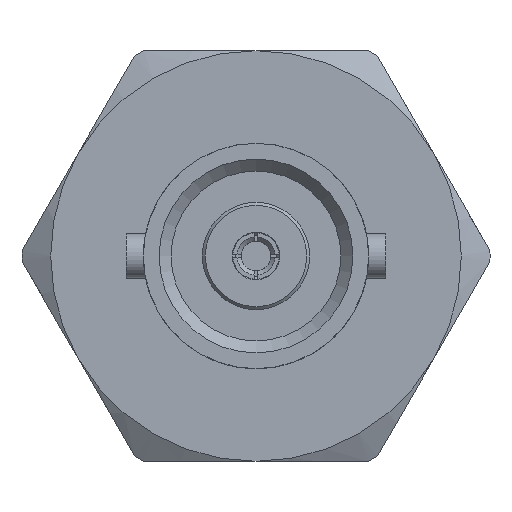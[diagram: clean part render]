
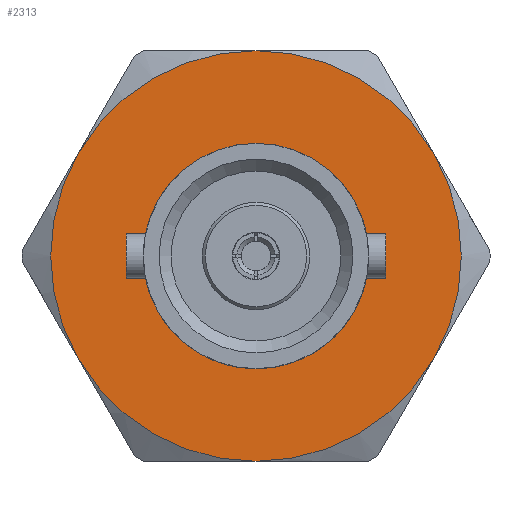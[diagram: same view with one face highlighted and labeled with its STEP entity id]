
A CAD part, left-side view. The second image highlights one B-rep face of the part: STEP entity #2313.
In plain terms, the highlighted planar face has unit normal (-1, 0, 0).
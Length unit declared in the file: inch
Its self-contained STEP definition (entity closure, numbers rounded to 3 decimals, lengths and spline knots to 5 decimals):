
#291 = CARTESIAN_POINT ( 'NONE',  ( 0.42402, -0.29834, 0.17224 ) ) ;
#474 = AXIS2_PLACEMENT_3D ( 'NONE', #4100, #7194, #5673 ) ;
#653 = DIRECTION ( 'NONE',  ( 0., 0., 1. ) ) ;
#916 = EDGE_CURVE ( 'NONE', #8630, #7505, #9200, .T. ) ;
#1070 = DIRECTION ( 'NONE',  ( 0., 0., 1. ) ) ;
#1194 = ORIENTED_EDGE ( 'NONE', *, *, #916, .T. ) ;
#1587 = ORIENTED_EDGE ( 'NONE', *, *, #3048, .T. ) ;
#1607 = EDGE_CURVE ( 'NONE', #4480, #2316, #2300, .T. ) ;
#1636 = AXIS2_PLACEMENT_3D ( 'NONE', #5709, #7177, #4187 ) ;
#1982 = CIRCLE ( 'NONE', #3454, 0.34449 ) ;
#1995 = AXIS2_PLACEMENT_3D ( 'NONE', #5496, #2449, #8506 ) ;
#2063 = EDGE_CURVE ( 'NONE', #7505, #9955, #1982, .T. ) ;
#2300 = CIRCLE ( 'NONE', #1636, 0.34449 ) ;
#2313 = ADVANCED_FACE ( 'NONE', ( #10128, #10023 ), #6139, .T. ) ;
#2316 = VERTEX_POINT ( 'NONE', #2992 ) ;
#2357 = VERTEX_POINT ( 'NONE', #5426 ) ;
#2443 = CARTESIAN_POINT ( 'NONE',  ( 0.42402, 0., 0. ) ) ;
#2449 = DIRECTION ( 'NONE',  ( -1., 0., 0. ) ) ;
#2831 = CIRCLE ( 'NONE', #1995, 0.189 ) ;
#2992 = CARTESIAN_POINT ( 'NONE',  ( 0.42402, 0.29834, 0.17224 ) ) ;
#3048 = EDGE_CURVE ( 'NONE', #2357, #8630, #4885, .T. ) ;
#3295 = CARTESIAN_POINT ( 'NONE',  ( 0.42402, 0., -0.34449 ) ) ;
#3358 = DIRECTION ( 'NONE',  ( 0., 0., 1. ) ) ;
#3444 = EDGE_CURVE ( 'NONE', #2316, #2357, #9943, .T. ) ;
#3454 = AXIS2_PLACEMENT_3D ( 'NONE', #2443, #5644, #3358 ) ;
#3837 = ORIENTED_EDGE ( 'NONE', *, *, #2063, .T. ) ;
#4100 = CARTESIAN_POINT ( 'NONE',  ( 0.42402, 0., 0. ) ) ;
#4187 = DIRECTION ( 'NONE',  ( 0., 0., 1. ) ) ;
#4480 = VERTEX_POINT ( 'NONE', #5186 ) ;
#4587 = CARTESIAN_POINT ( 'NONE',  ( 0.42402, 0., 0. ) ) ;
#4885 = CIRCLE ( 'NONE', #474, 0.34449 ) ;
#5186 = CARTESIAN_POINT ( 'NONE',  ( 0.42402, 0., 0.34449 ) ) ;
#5293 = AXIS2_PLACEMENT_3D ( 'NONE', #5997, #9973, #6659 ) ;
#5426 = CARTESIAN_POINT ( 'NONE',  ( 0.42402, 0.29834, -0.17224 ) ) ;
#5496 = CARTESIAN_POINT ( 'NONE',  ( 0.42402, 0., 0. ) ) ;
#5644 = DIRECTION ( 'NONE',  ( -1., 0., 0. ) ) ;
#5673 = DIRECTION ( 'NONE',  ( 0., 0., 1. ) ) ;
#5709 = CARTESIAN_POINT ( 'NONE',  ( 0.42402, 0., 0. ) ) ;
#5997 = CARTESIAN_POINT ( 'NONE',  ( 0.42402, 0., 0. ) ) ;
#6093 = DIRECTION ( 'NONE',  ( -1., 0., 0. ) ) ;
#6139 = PLANE ( 'NONE',  #7803 ) ;
#6383 = AXIS2_PLACEMENT_3D ( 'NONE', #4587, #10098, #653 ) ;
#6431 = EDGE_LOOP ( 'NONE', ( #9362 ) ) ;
#6472 = DIRECTION ( 'NONE',  ( -1., 0., 0. ) ) ;
#6659 = DIRECTION ( 'NONE',  ( 0., 0., 1. ) ) ;
#6671 = EDGE_CURVE ( 'NONE', #8661, #8661, #2831, .T. ) ;
#7177 = DIRECTION ( 'NONE',  ( -1., 0., 0. ) ) ;
#7194 = DIRECTION ( 'NONE',  ( -1., 0., 0. ) ) ;
#7505 = VERTEX_POINT ( 'NONE', #7600 ) ;
#7517 = ORIENTED_EDGE ( 'NONE', *, *, #7592, .T. ) ;
#7573 = DIRECTION ( 'NONE',  ( 0., 0., 1. ) ) ;
#7592 = EDGE_CURVE ( 'NONE', #9955, #4480, #9312, .T. ) ;
#7600 = CARTESIAN_POINT ( 'NONE',  ( 0.42402, -0.29834, -0.17224 ) ) ;
#7645 = AXIS2_PLACEMENT_3D ( 'NONE', #9696, #6472, #1070 ) ;
#7803 = AXIS2_PLACEMENT_3D ( 'NONE', #8486, #6093, #7573 ) ;
#8446 = EDGE_LOOP ( 'NONE', ( #7517, #9308, #9669, #1587, #1194, #3837 ) ) ;
#8486 = CARTESIAN_POINT ( 'NONE',  ( 0.42402, 0., 0. ) ) ;
#8506 = DIRECTION ( 'NONE',  ( 0., 0., 1. ) ) ;
#8630 = VERTEX_POINT ( 'NONE', #3295 ) ;
#8661 = VERTEX_POINT ( 'NONE', #9534 ) ;
#9200 = CIRCLE ( 'NONE', #5293, 0.34449 ) ;
#9308 = ORIENTED_EDGE ( 'NONE', *, *, #1607, .T. ) ;
#9312 = CIRCLE ( 'NONE', #6383, 0.34449 ) ;
#9362 = ORIENTED_EDGE ( 'NONE', *, *, #6671, .F. ) ;
#9534 = CARTESIAN_POINT ( 'NONE',  ( 0.42402, 0., 0.189 ) ) ;
#9669 = ORIENTED_EDGE ( 'NONE', *, *, #3444, .T. ) ;
#9696 = CARTESIAN_POINT ( 'NONE',  ( 0.42402, 0., 0. ) ) ;
#9943 = CIRCLE ( 'NONE', #7645, 0.34449 ) ;
#9955 = VERTEX_POINT ( 'NONE', #291 ) ;
#9973 = DIRECTION ( 'NONE',  ( -1., 0., 0. ) ) ;
#10023 = FACE_OUTER_BOUND ( 'NONE', #8446, .T. ) ;
#10098 = DIRECTION ( 'NONE',  ( -1., 0., 0. ) ) ;
#10128 = FACE_BOUND ( 'NONE', #6431, .T. ) ;
